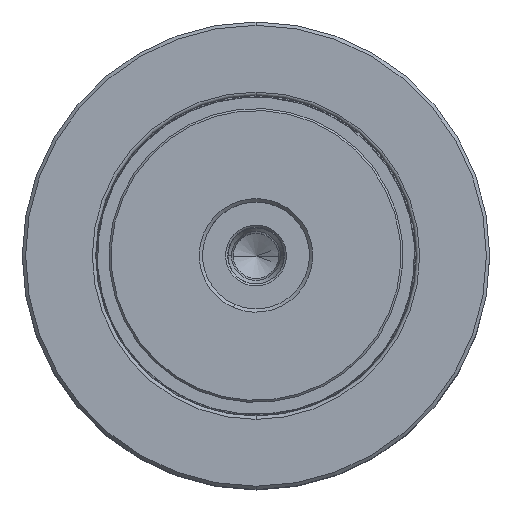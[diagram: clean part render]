
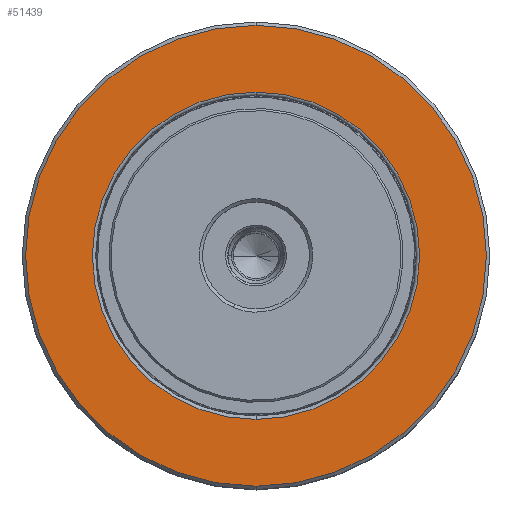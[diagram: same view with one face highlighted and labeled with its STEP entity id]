
A CAD part, top view. The second image highlights one B-rep face of the part: STEP entity #51439.
In plain terms, the highlighted face is planar.
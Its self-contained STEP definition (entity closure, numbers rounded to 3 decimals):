
#1309 = EDGE_LOOP ( 'NONE', ( #29880, #45475 ) ) ;
#1335 = DIRECTION ( 'NONE',  ( 0., 1., 0. ) ) ;
#3456 = CIRCLE ( 'NONE', #15351, 34.5 ) ;
#4185 = DIRECTION ( 'NONE',  ( 0., 0., 1. ) ) ;
#7887 = CARTESIAN_POINT ( 'NONE',  ( 0., 35.687, 0. ) ) ;
#8143 = CARTESIAN_POINT ( 'NONE',  ( 0., 35.687, 0. ) ) ;
#10361 = VERTEX_POINT ( 'NONE', #39695 ) ;
#11985 = DIRECTION ( 'NONE',  ( 0., -1., 0. ) ) ;
#12192 = DIRECTION ( 'NONE',  ( 0., 0., -1. ) ) ;
#12604 = EDGE_LOOP ( 'NONE', ( #17334, #13977 ) ) ;
#13977 = ORIENTED_EDGE ( 'NONE', *, *, #24479, .F. ) ;
#14983 = VERTEX_POINT ( 'NONE', #18604 ) ;
#15351 = AXIS2_PLACEMENT_3D ( 'NONE', #28404, #27869, #12192 ) ;
#16363 = DIRECTION ( 'NONE',  ( 0., -1., 0. ) ) ;
#16807 = CARTESIAN_POINT ( 'NONE',  ( 0., 35.687, -24.5 ) ) ;
#17251 = AXIS2_PLACEMENT_3D ( 'NONE', #17754, #1335, #4185 ) ;
#17334 = ORIENTED_EDGE ( 'NONE', *, *, #25723, .F. ) ;
#17459 = AXIS2_PLACEMENT_3D ( 'NONE', #7887, #11985, #20187 ) ;
#17754 = CARTESIAN_POINT ( 'NONE',  ( 34.5, 35.687, 0. ) ) ;
#17871 = EDGE_CURVE ( 'NONE', #48213, #14983, #32354, .T. ) ;
#18604 = CARTESIAN_POINT ( 'NONE',  ( 0., 35.687, 24.5 ) ) ;
#19424 = VERTEX_POINT ( 'NONE', #38577 ) ;
#20187 = DIRECTION ( 'NONE',  ( 0., 0., -1. ) ) ;
#24479 = EDGE_CURVE ( 'NONE', #10361, #19424, #3456, .T. ) ;
#24504 = DIRECTION ( 'NONE',  ( 0., 0., -1. ) ) ;
#25723 = EDGE_CURVE ( 'NONE', #19424, #10361, #35323, .T. ) ;
#26745 = AXIS2_PLACEMENT_3D ( 'NONE', #8143, #28469, #48841 ) ;
#27869 = DIRECTION ( 'NONE',  ( 0., -1., 0. ) ) ;
#28404 = CARTESIAN_POINT ( 'NONE',  ( 0., 35.687, 0. ) ) ;
#28469 = DIRECTION ( 'NONE',  ( 0., -1., 0. ) ) ;
#29880 = ORIENTED_EDGE ( 'NONE', *, *, #17871, .T. ) ;
#31089 = FACE_OUTER_BOUND ( 'NONE', #12604, .T. ) ;
#32354 = CIRCLE ( 'NONE', #33661, 24.5 ) ;
#33661 = AXIS2_PLACEMENT_3D ( 'NONE', #36634, #16363, #24504 ) ;
#33694 = CIRCLE ( 'NONE', #26745, 24.5 ) ;
#35323 = CIRCLE ( 'NONE', #17459, 34.5 ) ;
#36188 = FACE_BOUND ( 'NONE', #1309, .T. ) ;
#36634 = CARTESIAN_POINT ( 'NONE',  ( 0., 35.687, 0. ) ) ;
#38577 = CARTESIAN_POINT ( 'NONE',  ( 0., 35.687, -34.5 ) ) ;
#39695 = CARTESIAN_POINT ( 'NONE',  ( 0., 35.687, 34.5 ) ) ;
#42350 = PLANE ( 'NONE',  #17251 ) ;
#45475 = ORIENTED_EDGE ( 'NONE', *, *, #50561, .T. ) ;
#48213 = VERTEX_POINT ( 'NONE', #16807 ) ;
#48841 = DIRECTION ( 'NONE',  ( 0., 0., -1. ) ) ;
#50561 = EDGE_CURVE ( 'NONE', #14983, #48213, #33694, .T. ) ;
#51439 = ADVANCED_FACE ( 'NONE', ( #36188, #31089 ), #42350, .T. ) ;
